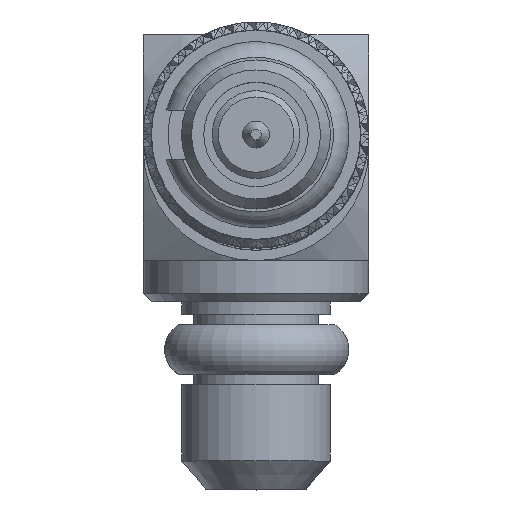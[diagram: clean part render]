
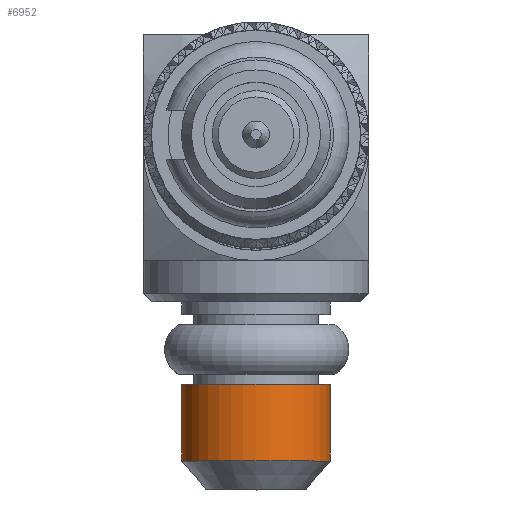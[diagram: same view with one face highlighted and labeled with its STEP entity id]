
A CAD part, top view. The second image highlights one B-rep face of the part: STEP entity #6952.
In plain terms, the highlighted cylindrical face has radius 1.156 mm (diameter 2.312 mm), a full revolution.
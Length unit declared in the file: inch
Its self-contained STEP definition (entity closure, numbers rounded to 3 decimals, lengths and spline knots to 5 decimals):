
#314 = DIRECTION ( 'NONE',  ( 0., 1., 0. ) ) ;
#2166 = CARTESIAN_POINT ( 'NONE',  ( 0., 0.20894, 0. ) ) ;
#4715 = CYLINDRICAL_SURFACE ( 'NONE', #6381, 0.04551 ) ;
#5572 = CARTESIAN_POINT ( 'NONE',  ( -0.04551, 0.19133, 0. ) ) ;
#6381 = AXIS2_PLACEMENT_3D ( 'NONE', #2166, #18830, #27171 ) ;
#6493 = DIRECTION ( 'NONE',  ( -1., 0., 0. ) ) ;
#6773 = DIRECTION ( 'NONE',  ( 0., 1., 0. ) ) ;
#6952 = ADVANCED_FACE ( 'NONE', ( #35523, #15939 ), #4715, .T. ) ;
#9116 = CARTESIAN_POINT ( 'NONE',  ( 0., 0.14435, 0. ) ) ;
#9450 = ORIENTED_EDGE ( 'NONE', *, *, #21293, .T. ) ;
#11829 = DIRECTION ( 'NONE',  ( -1., 0., 0. ) ) ;
#12715 = AXIS2_PLACEMENT_3D ( 'NONE', #28417, #314, #6493 ) ;
#15939 = FACE_OUTER_BOUND ( 'NONE', #16449, .T. ) ;
#16449 = EDGE_LOOP ( 'NONE', ( #32014 ) ) ;
#18830 = DIRECTION ( 'NONE',  ( 0., 1., 0. ) ) ;
#20856 = AXIS2_PLACEMENT_3D ( 'NONE', #9116, #6773, #11829 ) ;
#21293 = EDGE_CURVE ( 'NONE', #24592, #24592, #29569, .T. ) ;
#24592 = VERTEX_POINT ( 'NONE', #30395 ) ;
#25445 = EDGE_CURVE ( 'NONE', #28022, #28022, #28354, .T. ) ;
#27171 = DIRECTION ( 'NONE',  ( -1., 0., 0. ) ) ;
#28022 = VERTEX_POINT ( 'NONE', #5572 ) ;
#28354 = CIRCLE ( 'NONE', #12715, 0.04551 ) ;
#28417 = CARTESIAN_POINT ( 'NONE',  ( 0., 0.19133, 0. ) ) ;
#29569 = CIRCLE ( 'NONE', #20856, 0.04551 ) ;
#30395 = CARTESIAN_POINT ( 'NONE',  ( -0.04551, 0.14435, 0. ) ) ;
#32014 = ORIENTED_EDGE ( 'NONE', *, *, #25445, .F. ) ;
#35404 = EDGE_LOOP ( 'NONE', ( #9450 ) ) ;
#35523 = FACE_OUTER_BOUND ( 'NONE', #35404, .T. ) ;
